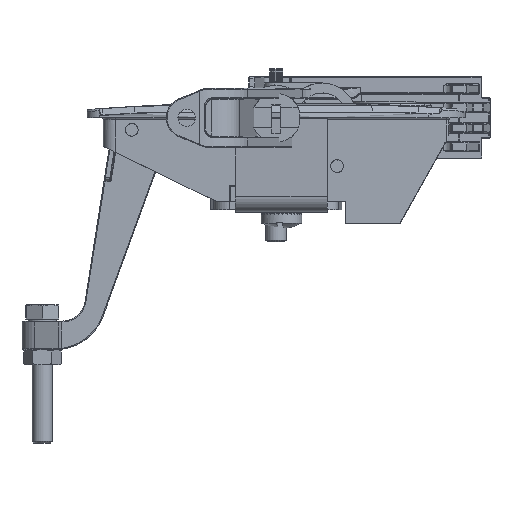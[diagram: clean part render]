
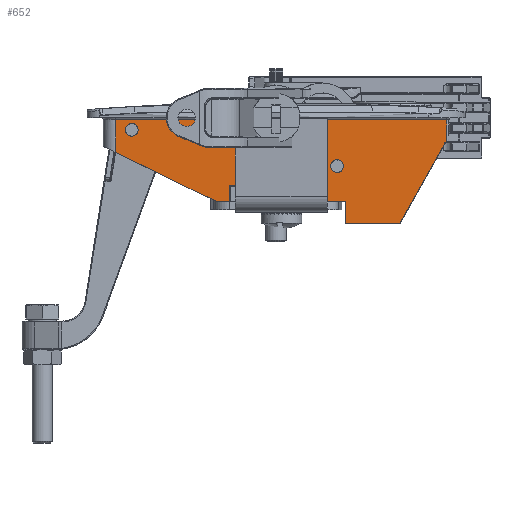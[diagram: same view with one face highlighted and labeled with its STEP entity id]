
A CAD part, front view. The second image highlights one B-rep face of the part: STEP entity #652.
In plain terms, the highlighted planar face has unit normal (0, -1, -0.006).
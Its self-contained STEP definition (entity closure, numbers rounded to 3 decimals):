
#652 = ADVANCED_FACE( '', ( #1927, #1928, #1929 ), #1930, .T. );
#1927 = FACE_OUTER_BOUND( '', #4883, .T. );
#1928 = FACE_BOUND( '', #4884, .T. );
#1929 = FACE_BOUND( '', #4885, .T. );
#1930 = PLANE( '', #4886 );
#4883 = EDGE_LOOP( '', ( #11604, #11605, #11606, #11607, #11608, #11609, #11610, #11611, #11612, #11613, #11614, #11615, #11616, #11617, #11618, #11619, #11620 ) );
#4884 = EDGE_LOOP( '', ( #11621 ) );
#4885 = EDGE_LOOP( '', ( #11622 ) );
#4886 = AXIS2_PLACEMENT_3D( '', #11623, #11624, #11625 );
#11604 = ORIENTED_EDGE( '', *, *, #19967, .T. );
#11605 = ORIENTED_EDGE( '', *, *, #19968, .T. );
#11606 = ORIENTED_EDGE( '', *, *, #19969, .F. );
#11607 = ORIENTED_EDGE( '', *, *, #19970, .T. );
#11608 = ORIENTED_EDGE( '', *, *, #19971, .T. );
#11609 = ORIENTED_EDGE( '', *, *, #19972, .T. );
#11610 = ORIENTED_EDGE( '', *, *, #19973, .T. );
#11611 = ORIENTED_EDGE( '', *, *, #19974, .T. );
#11612 = ORIENTED_EDGE( '', *, *, #19964, .T. );
#11613 = ORIENTED_EDGE( '', *, *, #19975, .T. );
#11614 = ORIENTED_EDGE( '', *, *, #19976, .T. );
#11615 = ORIENTED_EDGE( '', *, *, #19856, .T. );
#11616 = ORIENTED_EDGE( '', *, *, #19977, .T. );
#11617 = ORIENTED_EDGE( '', *, *, #19978, .T. );
#11618 = ORIENTED_EDGE( '', *, *, #19979, .F. );
#11619 = ORIENTED_EDGE( '', *, *, #19980, .T. );
#11620 = ORIENTED_EDGE( '', *, *, #19981, .F. );
#11621 = ORIENTED_EDGE( '', *, *, #19982, .F. );
#11622 = ORIENTED_EDGE( '', *, *, #19983, .F. );
#11623 = CARTESIAN_POINT( '', ( -64.982, -12.969, 142.037 ) );
#11624 = DIRECTION( '', ( 0., -1., -0.006 ) );
#11625 = DIRECTION( '', ( 0., 0.006, -1. ) );
#19856 = EDGE_CURVE( '', #22766, #22767, #22768, .T. );
#19964 = EDGE_CURVE( '', #22944, #22945, #22946, .T. );
#19967 = EDGE_CURVE( '', #22949, #22884, #22950, .F. );
#19968 = EDGE_CURVE( '', #22884, #22951, #22952, .T. );
#19969 = EDGE_CURVE( '', #22953, #22951, #22954, .T. );
#19970 = EDGE_CURVE( '', #22953, #22955, #22956, .T. );
#19971 = EDGE_CURVE( '', #22955, #22957, #22958, .T. );
#19972 = EDGE_CURVE( '', #22957, #22959, #22960, .T. );
#19973 = EDGE_CURVE( '', #22959, #22961, #22962, .F. );
#19974 = EDGE_CURVE( '', #22961, #22944, #22963, .T. );
#19975 = EDGE_CURVE( '', #22945, #22964, #22965, .T. );
#19976 = EDGE_CURVE( '', #22964, #22766, #22966, .T. );
#19977 = EDGE_CURVE( '', #22767, #22967, #22968, .T. );
#19978 = EDGE_CURVE( '', #22967, #22969, #22970, .F. );
#19979 = EDGE_CURVE( '', #22971, #22969, #22972, .T. );
#19980 = EDGE_CURVE( '', #22971, #22973, #22974, .F. );
#19981 = EDGE_CURVE( '', #22949, #22973, #22975, .T. );
#19982 = EDGE_CURVE( '', #22976, #22976, #22977, .T. );
#19983 = EDGE_CURVE( '', #22978, #22978, #22979, .T. );
#22766 = VERTEX_POINT( '', #27827 );
#22767 = VERTEX_POINT( '', #27828 );
#22768 = LINE( '', #27829, #27830 );
#22884 = VERTEX_POINT( '', #28068 );
#22944 = VERTEX_POINT( '', #28144 );
#22945 = VERTEX_POINT( '', #28145 );
#22946 = LINE( '', #28146, #28147 );
#22949 = VERTEX_POINT( '', #28150 );
#22950 = LINE( '', #28151, #28152 );
#22951 = VERTEX_POINT( '', #28153 );
#22952 = LINE( '', #28154, #28155 );
#22953 = VERTEX_POINT( '', #28156 );
#22954 = ELLIPSE( '', #28157, 0.2, 0.2 );
#22955 = VERTEX_POINT( '', #28158 );
#22956 = LINE( '', #28159, #28160 );
#22957 = VERTEX_POINT( '', #28161 );
#22958 = LINE( '', #28162, #28163 );
#22959 = VERTEX_POINT( '', #28164 );
#22960 = LINE( '', #28165, #28166 );
#22961 = VERTEX_POINT( '', #28167 );
#22962 = ELLIPSE( '', #28168, 0.6, 0.6 );
#22963 = LINE( '', #28169, #28170 );
#22964 = VERTEX_POINT( '', #28171 );
#22965 = LINE( '', #28172, #28173 );
#22966 = LINE( '', #28174, #28175 );
#22967 = VERTEX_POINT( '', #28176 );
#22968 = LINE( '', #28177, #28178 );
#22969 = VERTEX_POINT( '', #28179 );
#22970 = LINE( '', #28180, #28181 );
#22971 = VERTEX_POINT( '', #28182 );
#22972 = ELLIPSE( '', #28183, 0.2, 0.2 );
#22973 = VERTEX_POINT( '', #28184 );
#22974 = LINE( '', #28185, #28186 );
#22975 = ELLIPSE( '', #28187, 0.2, 0.2 );
#22976 = VERTEX_POINT( '', #28188 );
#22977 = ELLIPSE( '', #28189, 1.55, 1.55 );
#22978 = VERTEX_POINT( '', #28190 );
#22979 = ELLIPSE( '', #28191, 1.55, 1.55 );
#27827 = CARTESIAN_POINT( '', ( -39.5, -12.101, -8.468 ) );
#27828 = CARTESIAN_POINT( '', ( -14.5, -12.031, -20.7 ) );
#27829 = CARTESIAN_POINT( '', ( -42.5, -12.11, -7. ) );
#27830 = VECTOR( '', #37466, 1000. );
#28068 = CARTESIAN_POINT( '', ( -4.78, -12.031, -20.601 ) );
#28144 = CARTESIAN_POINT( '', ( 42., -12.116, -5.901 ) );
#28145 = CARTESIAN_POINT( '', ( 42., -12.147, -0.497 ) );
#28146 = CARTESIAN_POINT( '', ( 42., -12.15, 0. ) );
#28147 = VECTOR( '', #37686, 1000. );
#28150 = CARTESIAN_POINT( '', ( -6.188, -12.053, -16.732 ) );
#28151 = CARTESIAN_POINT( '', ( -4.756, -12.031, -20.666 ) );
#28152 = VECTOR( '', #37693, 1000. );
#28153 = CARTESIAN_POINT( '', ( 16.9, -12.031, -20.601 ) );
#28154 = CARTESIAN_POINT( '', ( 17., -12.031, -20.601 ) );
#28155 = VECTOR( '', #37694, 1000. );
#28156 = CARTESIAN_POINT( '', ( 17.1, -12.03, -20.801 ) );
#28157 = AXIS2_PLACEMENT_3D( '', #37695, #37696, #37697 );
#28158 = CARTESIAN_POINT( '', ( 17.1, -12., -26. ) );
#28159 = CARTESIAN_POINT( '', ( 17.1, -12., -26. ) );
#28160 = VECTOR( '', #37698, 1000. );
#28161 = CARTESIAN_POINT( '', ( 30.386, -12., -26. ) );
#28162 = CARTESIAN_POINT( '', ( 17., -12., -26. ) );
#28163 = VECTOR( '', #37699, 1000. );
#28164 = CARTESIAN_POINT( '', ( 41.47, -12.114, -6.207 ) );
#28165 = CARTESIAN_POINT( '', ( 79.255, -12.503, 61.267 ) );
#28166 = VECTOR( '', #37700, 1000. );
#28167 = CARTESIAN_POINT( '', ( 41.993, -12.116, -5.901 ) );
#28168 = AXIS2_PLACEMENT_3D( '', #37701, #37702, #37703 );
#28169 = CARTESIAN_POINT( '', ( -64.982, -12.116, -5.901 ) );
#28170 = VECTOR( '', #37704, 1000. );
#28171 = CARTESIAN_POINT( '', ( -39.5, -12.147, -0.497 ) );
#28172 = CARTESIAN_POINT( '', ( -64.982, -12.147, -0.497 ) );
#28173 = VECTOR( '', #37705, 1000. );
#28174 = CARTESIAN_POINT( '', ( -39.5, -12.11, -7. ) );
#28175 = VECTOR( '', #37706, 1000. );
#28176 = CARTESIAN_POINT( '', ( -11.45, -12.031, -20.7 ) );
#28177 = CARTESIAN_POINT( '', ( -14.5, -12.031, -20.7 ) );
#28178 = VECTOR( '', #37707, 1000. );
#28179 = CARTESIAN_POINT( '', ( -11.45, -12.053, -16.801 ) );
#28180 = CARTESIAN_POINT( '', ( -11.45, -12.054, -16.7 ) );
#28181 = VECTOR( '', #37708, 1000. );
#28182 = CARTESIAN_POINT( '', ( -11.25, -12.054, -16.601 ) );
#28183 = AXIS2_PLACEMENT_3D( '', #37709, #37710, #37711 );
#28184 = CARTESIAN_POINT( '', ( -6.376, -12.054, -16.601 ) );
#28185 = CARTESIAN_POINT( '', ( -6.306, -12.054, -16.601 ) );
#28186 = VECTOR( '', #37712, 1000. );
#28187 = AXIS2_PLACEMENT_3D( '', #37713, #37714, #37715 );
#28188 = CARTESIAN_POINT( '', ( 15., -12.09, -10.35 ) );
#28189 = AXIS2_PLACEMENT_3D( '', #37716, #37717, #37718 );
#28190 = CARTESIAN_POINT( '', ( -35.5, -12.142, -1.45 ) );
#28191 = AXIS2_PLACEMENT_3D( '', #37719, #37720, #37721 );
#37466 = DIRECTION( '', ( 0.898, 0.003, -0.439 ) );
#37686 = DIRECTION( '', ( 0., -0.006, 1. ) );
#37693 = DIRECTION( '', ( -0.342, -0.005, 0.94 ) );
#37694 = DIRECTION( '', ( 1., 0., 0. ) );
#37695 = CARTESIAN_POINT( '', ( 16.9, -12.03, -20.801 ) );
#37696 = DIRECTION( '', ( 0., -1., -0.006 ) );
#37697 = DIRECTION( '', ( 0., -0.006, 1. ) );
#37698 = DIRECTION( '', ( 0., 0.006, -1. ) );
#37699 = DIRECTION( '', ( 1., 0., 0. ) );
#37700 = DIRECTION( '', ( 0.489, -0.005, 0.872 ) );
#37701 = CARTESIAN_POINT( '', ( 41.993, -12.112, -6.501 ) );
#37702 = DIRECTION( '', ( 0., -1., -0.006 ) );
#37703 = DIRECTION( '', ( 0., -0.006, 1. ) );
#37704 = DIRECTION( '', ( 1., 0., 0. ) );
#37705 = DIRECTION( '', ( -1., 0., 0. ) );
#37706 = DIRECTION( '', ( 0., 0.006, -1. ) );
#37707 = DIRECTION( '', ( 1., 0., 0. ) );
#37708 = DIRECTION( '', ( 0., 0.006, -1. ) );
#37709 = CARTESIAN_POINT( '', ( -11.25, -12.053, -16.801 ) );
#37710 = DIRECTION( '', ( 0., -1., -0.006 ) );
#37711 = DIRECTION( '', ( 0., 0.006, -1. ) );
#37712 = DIRECTION( '', ( -1., 0., 0. ) );
#37713 = CARTESIAN_POINT( '', ( -6.376, -12.053, -16.801 ) );
#37714 = DIRECTION( '', ( 0., -1., -0.006 ) );
#37715 = DIRECTION( '', ( 0., -0.006, 1. ) );
#37716 = CARTESIAN_POINT( '', ( 15., -12.081, -11.9 ) );
#37717 = DIRECTION( '', ( 0., -1., -0.006 ) );
#37718 = DIRECTION( '', ( 0., -0.006, 1. ) );
#37719 = CARTESIAN_POINT( '', ( -35.5, -12.133, -3. ) );
#37720 = DIRECTION( '', ( 0., -1., -0.006 ) );
#37721 = DIRECTION( '', ( 0., -0.006, 1. ) );
